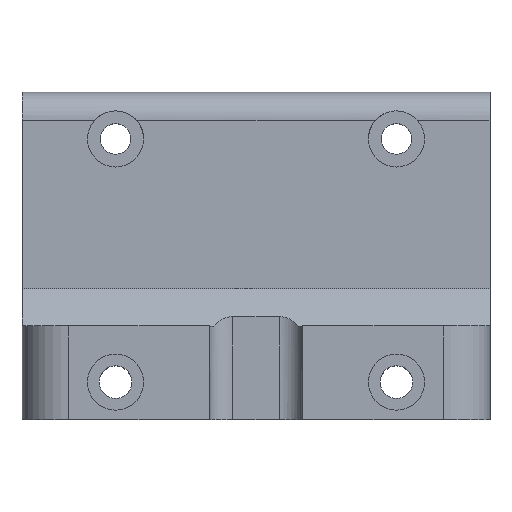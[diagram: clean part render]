
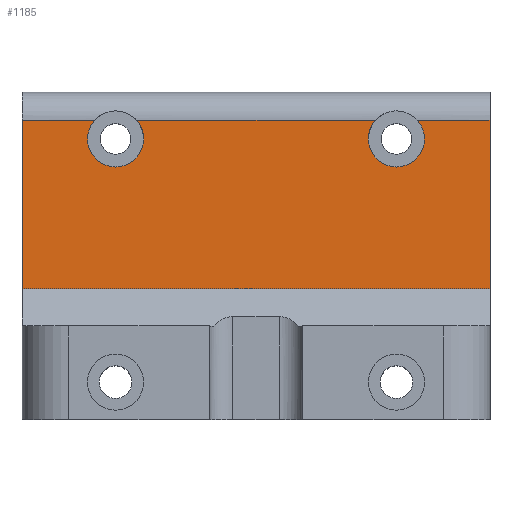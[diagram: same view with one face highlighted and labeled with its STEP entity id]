
A CAD part, top view. The second image highlights one B-rep face of the part: STEP entity #1185.
In plain terms, the highlighted planar face has unit normal (0, 0, 1).
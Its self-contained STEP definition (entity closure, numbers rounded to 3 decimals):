
#14 = LINE ( 'NONE', #323, #1279 ) ;
#56 = DIRECTION ( 'NONE',  ( -1., 0., 0. ) ) ;
#69 = DIRECTION ( 'NONE',  ( 0., 0., 1. ) ) ;
#71 = CARTESIAN_POINT ( 'NONE',  ( 40., 46., 4. ) ) ;
#75 = CARTESIAN_POINT ( 'NONE',  ( 0., 48., 4. ) ) ;
#79 = VERTEX_POINT ( 'NONE', #368 ) ;
#87 = ORIENTED_EDGE ( 'NONE', *, *, #325, .T. ) ;
#97 = CIRCLE ( 'NONE', #845, 3. ) ;
#160 = CARTESIAN_POINT ( 'NONE',  ( 0., 16., 4. ) ) ;
#168 = DIRECTION ( 'NONE',  ( 0., -1., 0. ) ) ;
#195 = ORIENTED_EDGE ( 'NONE', *, *, #316, .T. ) ;
#196 = VERTEX_POINT ( 'NONE', #1539 ) ;
#213 = CARTESIAN_POINT ( 'NONE',  ( 37.764, 48., 4. ) ) ;
#234 = PLANE ( 'NONE',  #1782 ) ;
#240 = DIRECTION ( 'NONE',  ( -1., 0., 0. ) ) ;
#243 = CARTESIAN_POINT ( 'NONE',  ( 50., 30., 4. ) ) ;
#245 = DIRECTION ( 'NONE',  ( 1., 0., 0. ) ) ;
#247 = ORIENTED_EDGE ( 'NONE', *, *, #421, .T. ) ;
#252 = DIRECTION ( 'NONE',  ( 0., 0., -1. ) ) ;
#257 = CARTESIAN_POINT ( 'NONE',  ( 0., 51., 4. ) ) ;
#258 = VERTEX_POINT ( 'NONE', #1068 ) ;
#304 = EDGE_CURVE ( 'NONE', #1321, #804, #14, .T. ) ;
#312 = DIRECTION ( 'NONE',  ( 1., 0., 0. ) ) ;
#316 = EDGE_CURVE ( 'NONE', #1580, #1321, #1261, .T. ) ;
#318 = DIRECTION ( 'NONE',  ( 0., 1., 0. ) ) ;
#320 = CARTESIAN_POINT ( 'NONE',  ( 0., 48., 4. ) ) ;
#323 = CARTESIAN_POINT ( 'NONE',  ( 50., 16., 4. ) ) ;
#325 = EDGE_CURVE ( 'NONE', #79, #1580, #1267, .T. ) ;
#329 = ORIENTED_EDGE ( 'NONE', *, *, #342, .F. ) ;
#337 = EDGE_CURVE ( 'NONE', #196, #79, #1256, .T. ) ;
#342 = EDGE_CURVE ( 'NONE', #196, #258, #1283, .T. ) ;
#352 = EDGE_CURVE ( 'NONE', #1454, #742, #1242, .T. ) ;
#354 = EDGE_CURVE ( 'NONE', #1221, #742, #1258, .T. ) ;
#358 = CARTESIAN_POINT ( 'NONE',  ( 10., 46., 4. ) ) ;
#368 = CARTESIAN_POINT ( 'NONE',  ( 0., 48., 4. ) ) ;
#379 = ORIENTED_EDGE ( 'NONE', *, *, #1347, .F. ) ;
#381 = EDGE_CURVE ( 'NONE', #1221, #1409, #1240, .T. ) ;
#399 = EDGE_CURVE ( 'NONE', #1431, #493, #1171, .T. ) ;
#421 = EDGE_CURVE ( 'NONE', #804, #493, #1205, .T. ) ;
#447 = DIRECTION ( 'NONE',  ( -1., 0., 0. ) ) ;
#493 = VERTEX_POINT ( 'NONE', #1653 ) ;
#531 = ORIENTED_EDGE ( 'NONE', *, *, #304, .T. ) ;
#560 = DIRECTION ( 'NONE',  ( 1., 0., 0. ) ) ;
#574 = CIRCLE ( 'NONE', #1543, 3. ) ;
#614 = DIRECTION ( 'NONE',  ( -1., 0., 0. ) ) ;
#618 = ORIENTED_EDGE ( 'NONE', *, *, #1656, .F. ) ;
#648 = AXIS2_PLACEMENT_3D ( 'NONE', #837, #689, #560 ) ;
#689 = DIRECTION ( 'NONE',  ( 0., 0., 1. ) ) ;
#737 = AXIS2_PLACEMENT_3D ( 'NONE', #1734, #1591, #1585 ) ;
#739 = DIRECTION ( 'NONE',  ( 0., 0., 1. ) ) ;
#742 = VERTEX_POINT ( 'NONE', #1456 ) ;
#749 = FACE_OUTER_BOUND ( 'NONE', #1529, .T. ) ;
#791 = ORIENTED_EDGE ( 'NONE', *, *, #381, .F. ) ;
#804 = VERTEX_POINT ( 'NONE', #1045 ) ;
#837 = CARTESIAN_POINT ( 'NONE',  ( 40., 46., 4. ) ) ;
#845 = AXIS2_PLACEMENT_3D ( 'NONE', #1066, #1063, #1061 ) ;
#1045 = CARTESIAN_POINT ( 'NONE',  ( 50., 48., 4. ) ) ;
#1061 = DIRECTION ( 'NONE',  ( 1., 0., 0. ) ) ;
#1063 = DIRECTION ( 'NONE',  ( 0., 0., 1. ) ) ;
#1066 = CARTESIAN_POINT ( 'NONE',  ( 40., 46., 4. ) ) ;
#1068 = CARTESIAN_POINT ( 'NONE',  ( 7., 46., 4. ) ) ;
#1109 = ORIENTED_EDGE ( 'NONE', *, *, #354, .T. ) ;
#1153 = VECTOR ( 'NONE', #447, 1000. ) ;
#1171 = CIRCLE ( 'NONE', #648, 3. ) ;
#1182 = DIRECTION ( 'NONE',  ( 1., 0., 0. ) ) ;
#1185 = ADVANCED_FACE ( 'NONE', ( #749 ), #234, .F. ) ;
#1205 = LINE ( 'NONE', #320, #1153 ) ;
#1221 = VERTEX_POINT ( 'NONE', #213 ) ;
#1231 = VECTOR ( 'NONE', #614, 1000. ) ;
#1237 = CARTESIAN_POINT ( 'NONE',  ( 0., 30., 4. ) ) ;
#1240 = CIRCLE ( 'NONE', #1309, 3. ) ;
#1242 = CIRCLE ( 'NONE', #737, 3. ) ;
#1253 = VECTOR ( 'NONE', #56, 1000. ) ;
#1256 = LINE ( 'NONE', #75, #1253 ) ;
#1258 = LINE ( 'NONE', #1750, #1231 ) ;
#1259 = VECTOR ( 'NONE', #312, 1000. ) ;
#1261 = LINE ( 'NONE', #243, #1259 ) ;
#1263 = VECTOR ( 'NONE', #168, 1000. ) ;
#1267 = LINE ( 'NONE', #160, #1263 ) ;
#1279 = VECTOR ( 'NONE', #318, 1000. ) ;
#1283 = CIRCLE ( 'NONE', #1540, 3. ) ;
#1303 = ORIENTED_EDGE ( 'NONE', *, *, #352, .F. ) ;
#1309 = AXIS2_PLACEMENT_3D ( 'NONE', #71, #69, #1182 ) ;
#1321 = VERTEX_POINT ( 'NONE', #1778 ) ;
#1347 = EDGE_CURVE ( 'NONE', #258, #1454, #574, .T. ) ;
#1409 = VERTEX_POINT ( 'NONE', #1609 ) ;
#1431 = VERTEX_POINT ( 'NONE', #1560 ) ;
#1454 = VERTEX_POINT ( 'NONE', #1514 ) ;
#1456 = CARTESIAN_POINT ( 'NONE',  ( 12.236, 48., 4. ) ) ;
#1514 = CARTESIAN_POINT ( 'NONE',  ( 13., 46., 4. ) ) ;
#1529 = EDGE_LOOP ( 'NONE', ( #247, #1748, #618, #791, #1109, #1303, #379, #329, #1597, #87, #195, #531 ) ) ;
#1539 = CARTESIAN_POINT ( 'NONE',  ( 7.764, 48., 4. ) ) ;
#1540 = AXIS2_PLACEMENT_3D ( 'NONE', #358, #739, #245 ) ;
#1543 = AXIS2_PLACEMENT_3D ( 'NONE', #1724, #1721, #1714 ) ;
#1560 = CARTESIAN_POINT ( 'NONE',  ( 43., 46., 4. ) ) ;
#1580 = VERTEX_POINT ( 'NONE', #1237 ) ;
#1585 = DIRECTION ( 'NONE',  ( 1., 0., 0. ) ) ;
#1591 = DIRECTION ( 'NONE',  ( 0., 0., 1. ) ) ;
#1597 = ORIENTED_EDGE ( 'NONE', *, *, #337, .T. ) ;
#1609 = CARTESIAN_POINT ( 'NONE',  ( 37., 46., 4. ) ) ;
#1653 = CARTESIAN_POINT ( 'NONE',  ( 42.236, 48., 4. ) ) ;
#1656 = EDGE_CURVE ( 'NONE', #1409, #1431, #97, .T. ) ;
#1714 = DIRECTION ( 'NONE',  ( 1., 0., 0. ) ) ;
#1721 = DIRECTION ( 'NONE',  ( 0., 0., 1. ) ) ;
#1724 = CARTESIAN_POINT ( 'NONE',  ( 10., 46., 4. ) ) ;
#1734 = CARTESIAN_POINT ( 'NONE',  ( 10., 46., 4. ) ) ;
#1748 = ORIENTED_EDGE ( 'NONE', *, *, #399, .F. ) ;
#1750 = CARTESIAN_POINT ( 'NONE',  ( 0., 48., 4. ) ) ;
#1778 = CARTESIAN_POINT ( 'NONE',  ( 50., 30., 4. ) ) ;
#1782 = AXIS2_PLACEMENT_3D ( 'NONE', #257, #252, #240 ) ;
